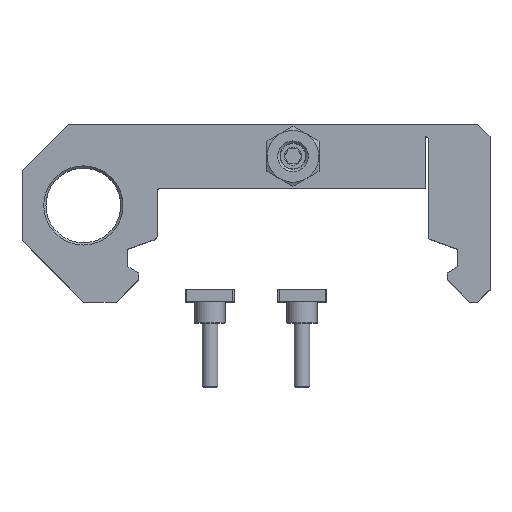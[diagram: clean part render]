
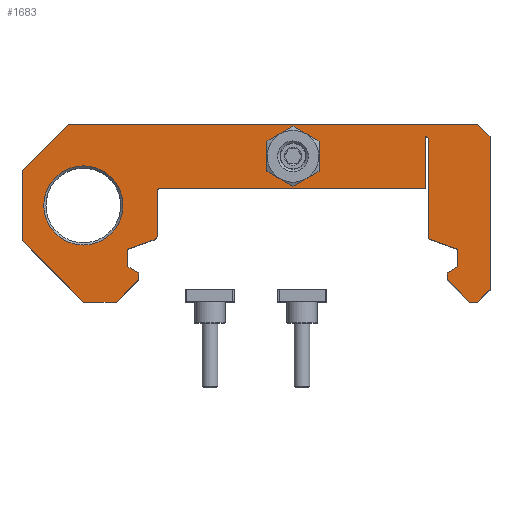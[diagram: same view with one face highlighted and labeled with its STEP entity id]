
A CAD part, top view. The second image highlights one B-rep face of the part: STEP entity #1683.
In plain terms, the highlighted face is planar.
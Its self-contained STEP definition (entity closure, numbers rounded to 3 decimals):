
#121=CIRCLE('',#1838,1.);
#123=CIRCLE('',#1842,1.);
#128=CIRCLE('',#1859,5.);
#129=CIRCLE('',#1860,12.9);
#130=CIRCLE('',#1861,0.2);
#326=ORIENTED_EDGE('',*,*,#724,.F.);
#327=ORIENTED_EDGE('',*,*,#725,.F.);
#328=ORIENTED_EDGE('',*,*,#646,.F.);
#329=ORIENTED_EDGE('',*,*,#726,.F.);
#330=ORIENTED_EDGE('',*,*,#727,.T.);
#331=ORIENTED_EDGE('',*,*,#652,.F.);
#332=ORIENTED_EDGE('',*,*,#716,.F.);
#333=ORIENTED_EDGE('',*,*,#713,.F.);
#334=ORIENTED_EDGE('',*,*,#710,.F.);
#335=ORIENTED_EDGE('',*,*,#707,.F.);
#336=ORIENTED_EDGE('',*,*,#704,.F.);
#337=ORIENTED_EDGE('',*,*,#701,.F.);
#338=ORIENTED_EDGE('',*,*,#698,.F.);
#339=ORIENTED_EDGE('',*,*,#695,.F.);
#340=ORIENTED_EDGE('',*,*,#692,.F.);
#341=ORIENTED_EDGE('',*,*,#689,.F.);
#342=ORIENTED_EDGE('',*,*,#686,.F.);
#343=ORIENTED_EDGE('',*,*,#683,.T.);
#344=ORIENTED_EDGE('',*,*,#642,.F.);
#345=ORIENTED_EDGE('',*,*,#635,.F.);
#346=ORIENTED_EDGE('',*,*,#681,.F.);
#347=ORIENTED_EDGE('',*,*,#678,.F.);
#348=ORIENTED_EDGE('',*,*,#675,.F.);
#349=ORIENTED_EDGE('',*,*,#672,.F.);
#350=ORIENTED_EDGE('',*,*,#669,.F.);
#351=ORIENTED_EDGE('',*,*,#666,.F.);
#352=ORIENTED_EDGE('',*,*,#663,.F.);
#353=ORIENTED_EDGE('',*,*,#660,.F.);
#354=ORIENTED_EDGE('',*,*,#657,.F.);
#355=ORIENTED_EDGE('',*,*,#653,.F.);
#356=ORIENTED_EDGE('',*,*,#718,.F.);
#635=EDGE_CURVE('',#861,#862,#1017,.T.);
#642=EDGE_CURVE('',#862,#867,#1023,.T.);
#646=EDGE_CURVE('',#870,#871,#1027,.T.);
#652=EDGE_CURVE('',#876,#874,#1033,.T.);
#653=EDGE_CURVE('',#877,#878,#1034,.T.);
#657=EDGE_CURVE('',#878,#881,#1038,.T.);
#660=EDGE_CURVE('',#881,#883,#1041,.T.);
#663=EDGE_CURVE('',#883,#885,#1044,.T.);
#666=EDGE_CURVE('',#885,#887,#1047,.T.);
#669=EDGE_CURVE('',#887,#889,#1050,.T.);
#672=EDGE_CURVE('',#889,#891,#1053,.T.);
#675=EDGE_CURVE('',#891,#893,#1056,.T.);
#678=EDGE_CURVE('',#893,#895,#1059,.T.);
#681=EDGE_CURVE('',#895,#861,#1062,.T.);
#683=EDGE_CURVE('',#897,#867,#121,.T.);
#686=EDGE_CURVE('',#897,#899,#1065,.T.);
#689=EDGE_CURVE('',#899,#901,#123,.T.);
#692=EDGE_CURVE('',#901,#903,#1069,.T.);
#695=EDGE_CURVE('',#903,#905,#1072,.T.);
#698=EDGE_CURVE('',#905,#907,#1075,.T.);
#701=EDGE_CURVE('',#907,#909,#1078,.T.);
#704=EDGE_CURVE('',#909,#911,#1081,.T.);
#707=EDGE_CURVE('',#911,#913,#1084,.T.);
#710=EDGE_CURVE('',#913,#915,#1087,.T.);
#713=EDGE_CURVE('',#915,#917,#1090,.T.);
#716=EDGE_CURVE('',#917,#876,#1093,.T.);
#718=EDGE_CURVE('',#871,#877,#1095,.T.);
#724=EDGE_CURVE('',#922,#922,#128,.T.);
#725=EDGE_CURVE('',#923,#923,#129,.F.);
#726=EDGE_CURVE('',#924,#870,#130,.T.);
#727=EDGE_CURVE('',#924,#874,#1098,.T.);
#861=VERTEX_POINT('',#2499);
#862=VERTEX_POINT('',#2501);
#867=VERTEX_POINT('',#2514);
#870=VERTEX_POINT('',#2521);
#871=VERTEX_POINT('',#2523);
#874=VERTEX_POINT('',#2530);
#876=VERTEX_POINT('',#2534);
#877=VERTEX_POINT('',#2538);
#878=VERTEX_POINT('',#2539);
#881=VERTEX_POINT('',#2547);
#883=VERTEX_POINT('',#2553);
#885=VERTEX_POINT('',#2559);
#887=VERTEX_POINT('',#2565);
#889=VERTEX_POINT('',#2571);
#891=VERTEX_POINT('',#2577);
#893=VERTEX_POINT('',#2583);
#895=VERTEX_POINT('',#2589);
#897=VERTEX_POINT('',#2598);
#899=VERTEX_POINT('',#2604);
#901=VERTEX_POINT('',#2610);
#903=VERTEX_POINT('',#2616);
#905=VERTEX_POINT('',#2622);
#907=VERTEX_POINT('',#2628);
#909=VERTEX_POINT('',#2634);
#911=VERTEX_POINT('',#2640);
#913=VERTEX_POINT('',#2646);
#915=VERTEX_POINT('',#2652);
#917=VERTEX_POINT('',#2658);
#922=VERTEX_POINT('',#2678);
#923=VERTEX_POINT('',#2680);
#924=VERTEX_POINT('',#2682);
#1017=LINE('',#2500,#1160);
#1023=LINE('',#2513,#1166);
#1027=LINE('',#2522,#1170);
#1033=LINE('',#2535,#1176);
#1034=LINE('',#2537,#1177);
#1038=LINE('',#2546,#1181);
#1041=LINE('',#2552,#1184);
#1044=LINE('',#2558,#1187);
#1047=LINE('',#2564,#1190);
#1050=LINE('',#2570,#1193);
#1053=LINE('',#2576,#1196);
#1056=LINE('',#2582,#1199);
#1059=LINE('',#2588,#1202);
#1062=LINE('',#2594,#1205);
#1065=LINE('',#2603,#1208);
#1069=LINE('',#2615,#1212);
#1072=LINE('',#2621,#1215);
#1075=LINE('',#2627,#1218);
#1078=LINE('',#2633,#1221);
#1081=LINE('',#2639,#1224);
#1084=LINE('',#2645,#1227);
#1087=LINE('',#2651,#1230);
#1090=LINE('',#2657,#1233);
#1093=LINE('',#2663,#1236);
#1095=LINE('',#2666,#1238);
#1098=LINE('',#2683,#1241);
#1160=VECTOR('',#2004,1000.);
#1166=VECTOR('',#2014,1000.);
#1170=VECTOR('',#2020,1000.);
#1176=VECTOR('',#2028,1000.);
#1177=VECTOR('',#2031,1000.);
#1181=VECTOR('',#2037,1000.);
#1184=VECTOR('',#2042,1000.);
#1187=VECTOR('',#2047,1000.);
#1190=VECTOR('',#2052,1000.);
#1193=VECTOR('',#2057,1000.);
#1196=VECTOR('',#2062,1000.);
#1199=VECTOR('',#2067,1000.);
#1202=VECTOR('',#2072,1000.);
#1205=VECTOR('',#2077,1000.);
#1208=VECTOR('',#2088,1000.);
#1212=VECTOR('',#2100,1000.);
#1215=VECTOR('',#2105,1000.);
#1218=VECTOR('',#2110,1000.);
#1221=VECTOR('',#2115,1000.);
#1224=VECTOR('',#2120,1000.);
#1227=VECTOR('',#2125,1000.);
#1230=VECTOR('',#2130,1000.);
#1233=VECTOR('',#2135,1000.);
#1236=VECTOR('',#2140,1000.);
#1238=VECTOR('',#2144,1000.);
#1241=VECTOR('',#2163,1000.);
#1329=EDGE_LOOP('',(#326));
#1330=EDGE_LOOP('',(#327));
#1331=EDGE_LOOP('',(#328,#329,#330,#331,#332,#333,#334,#335,#336,#337,#338,
#339,#340,#341,#342,#343,#344,#345,#346,#347,#348,#349,#350,#351,#352,#353,
#354,#355,#356));
#1472=FACE_BOUND('',#1329,.T.);
#1473=FACE_BOUND('',#1330,.T.);
#1474=FACE_BOUND('',#1331,.T.);
#1612=PLANE('',#1858);
#1683=ADVANCED_FACE('',(#1472,#1473,#1474),#1612,.F.);
#1838=AXIS2_PLACEMENT_3D('',#2597,#2081,#2082);
#1842=AXIS2_PLACEMENT_3D('',#2609,#2093,#2094);
#1858=AXIS2_PLACEMENT_3D('',#2676,#2155,#2156);
#1859=AXIS2_PLACEMENT_3D('',#2677,#2157,#2158);
#1860=AXIS2_PLACEMENT_3D('',#2679,#2159,#2160);
#1861=AXIS2_PLACEMENT_3D('',#2681,#2161,#2162);
#2004=DIRECTION('',(0.,-1.,0.));
#2014=DIRECTION('',(1.,0.,0.));
#2020=DIRECTION('',(-1.,0.,0.));
#2028=DIRECTION('',(-1.,0.,0.));
#2031=DIRECTION('',(0.,-1.,0.));
#2037=DIRECTION('',(0.707,-0.707,0.));
#2042=DIRECTION('',(1.,0.,0.));
#2047=DIRECTION('',(0.707,0.707,0.));
#2052=DIRECTION('',(0.,1.,0.));
#2057=DIRECTION('',(-0.866,0.5,0.));
#2062=DIRECTION('',(0.,1.,0.));
#2067=DIRECTION('',(0.94,0.342,0.));
#2072=DIRECTION('',(0.,1.,0.));
#2077=DIRECTION('',(0.866,0.5,0.));
#2081=DIRECTION('',(0.,0.,1.));
#2082=DIRECTION('',(1.,0.,0.));
#2088=DIRECTION('',(0.,-1.,0.));
#2093=DIRECTION('',(0.,0.,1.));
#2094=DIRECTION('',(1.,0.,0.));
#2100=DIRECTION('',(0.94,-0.342,0.));
#2105=DIRECTION('',(0.,-1.,0.));
#2110=DIRECTION('',(-0.866,-0.5,0.));
#2115=DIRECTION('',(0.,-1.,0.));
#2120=DIRECTION('',(0.707,-0.707,0.));
#2125=DIRECTION('',(1.,0.,0.));
#2130=DIRECTION('',(0.707,0.707,0.));
#2135=DIRECTION('',(0.,1.,0.));
#2140=DIRECTION('',(-0.707,0.707,0.));
#2144=DIRECTION('',(-0.707,-0.707,0.));
#2155=DIRECTION('',(0.,0.,1.));
#2156=DIRECTION('',(1.,0.,0.));
#2157=DIRECTION('',(0.,0.,-1.));
#2158=DIRECTION('',(-1.,0.,0.));
#2159=DIRECTION('',(0.,0.,1.));
#2160=DIRECTION('',(1.,0.,0.));
#2161=DIRECTION('',(0.,0.,1.));
#2162=DIRECTION('',(1.,0.,0.));
#2163=DIRECTION('',(0.,1.,0.));
#2499=CARTESIAN_POINT('',(21.,54.,0.));
#2500=CARTESIAN_POINT('',(21.,54.,0.));
#2501=CARTESIAN_POINT('',(21.,37.,0.));
#2513=CARTESIAN_POINT('',(21.,37.,0.));
#2514=CARTESIAN_POINT('',(107.5,37.,0.));
#2521=CARTESIAN_POINT('',(20.8,58.,0.));
#2522=CARTESIAN_POINT('',(137.5,58.,0.));
#2523=CARTESIAN_POINT('',(4.,58.,0.));
#2530=CARTESIAN_POINT('',(21.,58.,0.));
#2534=CARTESIAN_POINT('',(137.5,58.,0.));
#2535=CARTESIAN_POINT('',(137.5,58.,0.));
#2537=CARTESIAN_POINT('',(0.,54.,0.));
#2538=CARTESIAN_POINT('',(0.,54.,0.));
#2539=CARTESIAN_POINT('',(0.,4.,0.));
#2546=CARTESIAN_POINT('',(0.,4.,0.));
#2547=CARTESIAN_POINT('',(4.,0.,0.));
#2552=CARTESIAN_POINT('',(4.,0.,0.));
#2553=CARTESIAN_POINT('',(6.75,0.,0.));
#2558=CARTESIAN_POINT('',(6.75,0.,0.));
#2559=CARTESIAN_POINT('',(14.,7.25,0.));
#2564=CARTESIAN_POINT('',(14.,7.25,0.));
#2565=CARTESIAN_POINT('',(14.,9.515,0.));
#2570=CARTESIAN_POINT('',(14.,9.515,0.));
#2571=CARTESIAN_POINT('',(10.5,11.536,0.));
#2576=CARTESIAN_POINT('',(10.5,11.536,0.));
#2577=CARTESIAN_POINT('',(10.5,17.184,0.));
#2582=CARTESIAN_POINT('',(10.5,17.184,0.));
#2583=CARTESIAN_POINT('',(20.,20.642,0.));
#2588=CARTESIAN_POINT('',(20.,20.642,0.));
#2589=CARTESIAN_POINT('',(20.,53.423,0.));
#2594=CARTESIAN_POINT('',(20.,53.423,0.));
#2597=CARTESIAN_POINT('',(107.5,36.,0.));
#2598=CARTESIAN_POINT('',(108.5,36.,0.));
#2603=CARTESIAN_POINT('',(108.5,36.,0.));
#2604=CARTESIAN_POINT('',(108.5,21.342,0.));
#2609=CARTESIAN_POINT('',(109.5,21.342,0.));
#2610=CARTESIAN_POINT('',(109.158,20.402,0.));
#2615=CARTESIAN_POINT('',(109.158,20.402,0.));
#2616=CARTESIAN_POINT('',(118.,17.184,0.));
#2621=CARTESIAN_POINT('',(118.,17.184,0.));
#2622=CARTESIAN_POINT('',(118.,11.536,0.));
#2627=CARTESIAN_POINT('',(118.,11.536,0.));
#2628=CARTESIAN_POINT('',(114.5,9.515,0.));
#2633=CARTESIAN_POINT('',(114.5,9.515,0.));
#2634=CARTESIAN_POINT('',(114.5,7.25,0.));
#2639=CARTESIAN_POINT('',(114.5,7.25,0.));
#2640=CARTESIAN_POINT('',(121.75,0.,0.));
#2645=CARTESIAN_POINT('',(121.75,0.,0.));
#2646=CARTESIAN_POINT('',(132.5,0.,0.));
#2651=CARTESIAN_POINT('',(132.5,0.,0.));
#2652=CARTESIAN_POINT('',(152.5,20.,0.));
#2657=CARTESIAN_POINT('',(152.5,20.,0.));
#2658=CARTESIAN_POINT('',(152.5,43.,0.));
#2663=CARTESIAN_POINT('',(152.5,43.,0.));
#2666=CARTESIAN_POINT('',(4.,58.,0.));
#2676=CARTESIAN_POINT('',(107.5,36.,0.));
#2677=CARTESIAN_POINT('',(64.2,47.5,0.));
#2678=CARTESIAN_POINT('',(59.2,47.5,0.));
#2679=CARTESIAN_POINT('',(132.5,31.5,0.));
#2680=CARTESIAN_POINT('',(145.4,31.5,0.));
#2681=CARTESIAN_POINT('',(20.8,57.8,0.));
#2682=CARTESIAN_POINT('',(21.,57.8,0.));
#2683=CARTESIAN_POINT('',(21.,57.8,0.));
